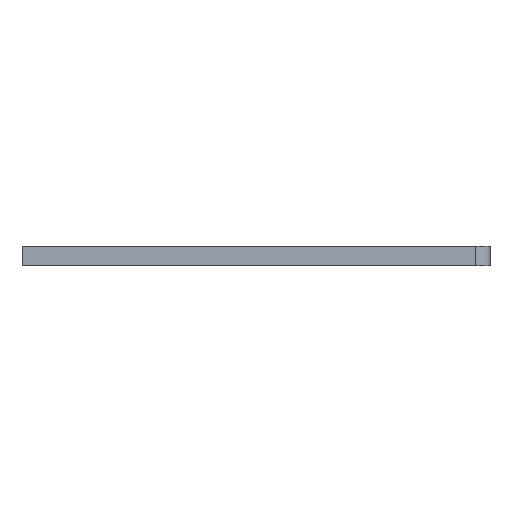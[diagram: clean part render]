
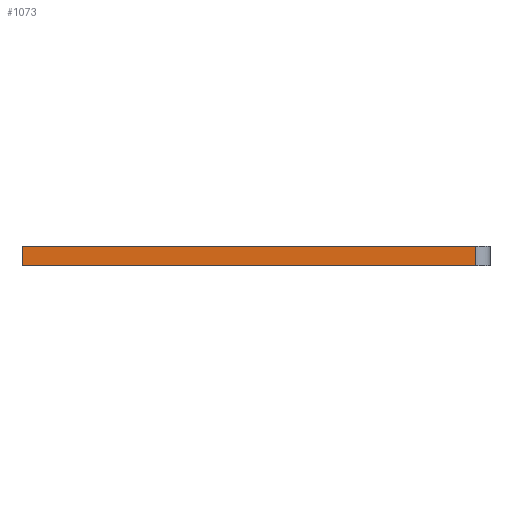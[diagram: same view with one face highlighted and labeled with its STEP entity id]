
A CAD part, front view. The second image highlights one B-rep face of the part: STEP entity #1073.
In plain terms, the highlighted planar face has unit normal (0, -1, 0).
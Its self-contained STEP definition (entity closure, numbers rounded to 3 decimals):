
#31 = VECTOR ( 'NONE', #3696, 1000. ) ;
#44 = CARTESIAN_POINT ( 'NONE',  ( -121.8, -87.2, 0. ) ) ;
#106 = EDGE_CURVE ( 'NONE', #4335, #3082, #1364, .T. ) ;
#110 = VECTOR ( 'NONE', #966, 1000. ) ;
#180 = LINE ( 'NONE', #44, #31 ) ;
#212 = ORIENTED_EDGE ( 'NONE', *, *, #1738, .F. ) ;
#334 = EDGE_CURVE ( 'NONE', #3082, #4195, #180, .T. ) ;
#523 = VECTOR ( 'NONE', #5148, 1000. ) ;
#609 = EDGE_CURVE ( 'NONE', #4195, #4100, #4710, .T. ) ;
#966 = DIRECTION ( 'NONE',  ( 0., 0., -1. ) ) ;
#1073 = ADVANCED_FACE ( 'NONE', ( #2292 ), #2893, .F. ) ;
#1091 = CARTESIAN_POINT ( 'NONE',  ( -121.8, -87.2, 6.8 ) ) ;
#1182 = CARTESIAN_POINT ( 'NONE',  ( 33.2, -87.2, 6.8 ) ) ;
#1364 = LINE ( 'NONE', #1091, #110 ) ;
#1606 = ORIENTED_EDGE ( 'NONE', *, *, #106, .T. ) ;
#1738 = EDGE_CURVE ( 'NONE', #4335, #4100, #4340, .T. ) ;
#2292 = FACE_OUTER_BOUND ( 'NONE', #3749, .T. ) ;
#2298 = VECTOR ( 'NONE', #5398, 1000. ) ;
#2748 = ORIENTED_EDGE ( 'NONE', *, *, #334, .T. ) ;
#2855 = DIRECTION ( 'NONE',  ( -1., 0., 0. ) ) ;
#2862 = DIRECTION ( 'NONE',  ( 0., 1., 0. ) ) ;
#2886 = CARTESIAN_POINT ( 'NONE',  ( -121.8, -87.2, 6.8 ) ) ;
#2893 = PLANE ( 'NONE',  #3405 ) ;
#3082 = VERTEX_POINT ( 'NONE', #5372 ) ;
#3405 = AXIS2_PLACEMENT_3D ( 'NONE', #2886, #2862, #2855 ) ;
#3696 = DIRECTION ( 'NONE',  ( 1., 0., 0. ) ) ;
#3749 = EDGE_LOOP ( 'NONE', ( #2748, #5165, #212, #1606 ) ) ;
#4100 = VERTEX_POINT ( 'NONE', #1182 ) ;
#4195 = VERTEX_POINT ( 'NONE', #5567 ) ;
#4335 = VERTEX_POINT ( 'NONE', #5515 ) ;
#4340 = LINE ( 'NONE', #4442, #523 ) ;
#4442 = CARTESIAN_POINT ( 'NONE',  ( -121.8, -87.2, 6.8 ) ) ;
#4710 = LINE ( 'NONE', #5445, #2298 ) ;
#5148 = DIRECTION ( 'NONE',  ( 1., 0., 0. ) ) ;
#5165 = ORIENTED_EDGE ( 'NONE', *, *, #609, .T. ) ;
#5372 = CARTESIAN_POINT ( 'NONE',  ( -121.8, -87.2, 0. ) ) ;
#5398 = DIRECTION ( 'NONE',  ( 0., 0., 1. ) ) ;
#5445 = CARTESIAN_POINT ( 'NONE',  ( 33.2, -87.2, 6.8 ) ) ;
#5515 = CARTESIAN_POINT ( 'NONE',  ( -121.8, -87.2, 6.8 ) ) ;
#5567 = CARTESIAN_POINT ( 'NONE',  ( 33.2, -87.2, 0. ) ) ;
